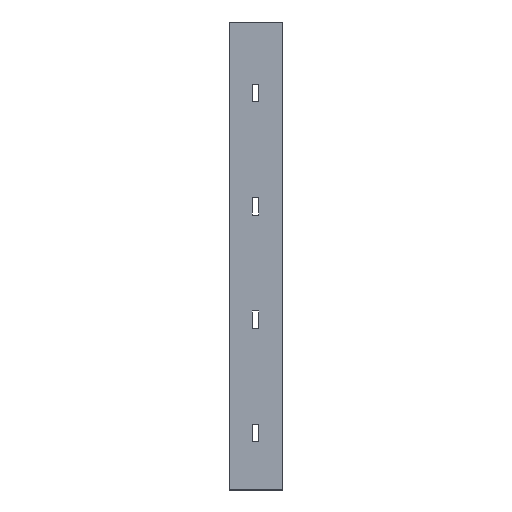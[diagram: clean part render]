
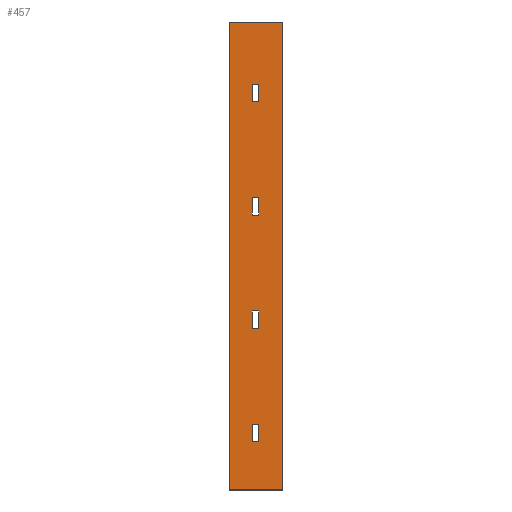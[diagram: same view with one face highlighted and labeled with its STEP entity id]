
A CAD part, top view. The second image highlights one B-rep face of the part: STEP entity #457.
In plain terms, the highlighted planar face has unit normal (0, 0, 1).
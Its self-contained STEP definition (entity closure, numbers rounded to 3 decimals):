
#15=FACE_BOUND('',#66,.T.);
#16=FACE_BOUND('',#67,.T.);
#17=FACE_BOUND('',#68,.T.);
#18=FACE_BOUND('',#69,.T.);
#43=FACE_OUTER_BOUND('',#65,.T.);
#65=EDGE_LOOP('',(#375,#376,#377,#378));
#66=EDGE_LOOP('',(#379,#380,#381,#382));
#67=EDGE_LOOP('',(#383,#384,#385,#386));
#68=EDGE_LOOP('',(#387,#388,#389,#390));
#69=EDGE_LOOP('',(#391,#392,#393,#394));
#77=LINE('',#615,#137);
#80=LINE('',#621,#140);
#83=LINE('',#627,#143);
#86=LINE('',#631,#146);
#89=LINE('',#639,#149);
#92=LINE('',#645,#152);
#95=LINE('',#651,#155);
#98=LINE('',#655,#158);
#101=LINE('',#663,#161);
#104=LINE('',#669,#164);
#107=LINE('',#675,#167);
#110=LINE('',#679,#170);
#113=LINE('',#687,#173);
#116=LINE('',#693,#176);
#119=LINE('',#699,#179);
#122=LINE('',#703,#182);
#125=LINE('',#711,#185);
#128=LINE('',#717,#188);
#131=LINE('',#723,#191);
#134=LINE('',#727,#194);
#137=VECTOR('',#507,10.);
#140=VECTOR('',#512,10.);
#143=VECTOR('',#517,10.);
#146=VECTOR('',#522,10.);
#149=VECTOR('',#527,10.);
#152=VECTOR('',#532,10.);
#155=VECTOR('',#537,10.);
#158=VECTOR('',#542,10.);
#161=VECTOR('',#547,10.);
#164=VECTOR('',#552,10.);
#167=VECTOR('',#557,10.);
#170=VECTOR('',#562,10.);
#173=VECTOR('',#567,10.);
#176=VECTOR('',#572,10.);
#179=VECTOR('',#577,10.);
#182=VECTOR('',#582,10.);
#185=VECTOR('',#587,10.);
#188=VECTOR('',#592,10.);
#191=VECTOR('',#597,10.);
#194=VECTOR('',#602,10.);
#197=VERTEX_POINT('',#612);
#198=VERTEX_POINT('',#614);
#200=VERTEX_POINT('',#620);
#202=VERTEX_POINT('',#626);
#205=VERTEX_POINT('',#636);
#206=VERTEX_POINT('',#638);
#208=VERTEX_POINT('',#644);
#210=VERTEX_POINT('',#650);
#213=VERTEX_POINT('',#660);
#214=VERTEX_POINT('',#662);
#216=VERTEX_POINT('',#668);
#218=VERTEX_POINT('',#674);
#221=VERTEX_POINT('',#684);
#222=VERTEX_POINT('',#686);
#224=VERTEX_POINT('',#692);
#226=VERTEX_POINT('',#698);
#229=VERTEX_POINT('',#708);
#230=VERTEX_POINT('',#710);
#232=VERTEX_POINT('',#716);
#234=VERTEX_POINT('',#722);
#237=EDGE_CURVE('',#198,#197,#77,.T.);
#240=EDGE_CURVE('',#200,#198,#80,.T.);
#243=EDGE_CURVE('',#202,#200,#83,.T.);
#246=EDGE_CURVE('',#197,#202,#86,.T.);
#249=EDGE_CURVE('',#206,#205,#89,.T.);
#252=EDGE_CURVE('',#208,#206,#92,.T.);
#255=EDGE_CURVE('',#210,#208,#95,.T.);
#258=EDGE_CURVE('',#205,#210,#98,.T.);
#261=EDGE_CURVE('',#214,#213,#101,.T.);
#264=EDGE_CURVE('',#216,#214,#104,.T.);
#267=EDGE_CURVE('',#218,#216,#107,.T.);
#270=EDGE_CURVE('',#213,#218,#110,.T.);
#273=EDGE_CURVE('',#222,#221,#113,.T.);
#276=EDGE_CURVE('',#224,#222,#116,.T.);
#279=EDGE_CURVE('',#226,#224,#119,.T.);
#282=EDGE_CURVE('',#221,#226,#122,.T.);
#285=EDGE_CURVE('',#230,#229,#125,.T.);
#288=EDGE_CURVE('',#232,#230,#128,.T.);
#291=EDGE_CURVE('',#234,#232,#131,.T.);
#294=EDGE_CURVE('',#229,#234,#134,.T.);
#375=ORIENTED_EDGE('',*,*,#294,.T.);
#376=ORIENTED_EDGE('',*,*,#291,.T.);
#377=ORIENTED_EDGE('',*,*,#288,.T.);
#378=ORIENTED_EDGE('',*,*,#285,.T.);
#379=ORIENTED_EDGE('',*,*,#282,.T.);
#380=ORIENTED_EDGE('',*,*,#279,.T.);
#381=ORIENTED_EDGE('',*,*,#276,.T.);
#382=ORIENTED_EDGE('',*,*,#273,.T.);
#383=ORIENTED_EDGE('',*,*,#270,.T.);
#384=ORIENTED_EDGE('',*,*,#267,.T.);
#385=ORIENTED_EDGE('',*,*,#264,.T.);
#386=ORIENTED_EDGE('',*,*,#261,.T.);
#387=ORIENTED_EDGE('',*,*,#258,.T.);
#388=ORIENTED_EDGE('',*,*,#255,.T.);
#389=ORIENTED_EDGE('',*,*,#252,.T.);
#390=ORIENTED_EDGE('',*,*,#249,.T.);
#391=ORIENTED_EDGE('',*,*,#246,.T.);
#392=ORIENTED_EDGE('',*,*,#243,.T.);
#393=ORIENTED_EDGE('',*,*,#240,.T.);
#394=ORIENTED_EDGE('',*,*,#237,.T.);
#435=PLANE('',#499);
#457=ADVANCED_FACE('',(#43,#15,#16,#17,#18),#435,.T.);
#499=AXIS2_PLACEMENT_3D('',#728,#603,#604);
#507=DIRECTION('',(1.,0.,0.));
#512=DIRECTION('',(0.,1.,0.));
#517=DIRECTION('',(-1.,0.,0.));
#522=DIRECTION('',(0.,-1.,0.));
#527=DIRECTION('',(0.,-1.,0.));
#532=DIRECTION('',(1.,0.,0.));
#537=DIRECTION('',(0.,1.,0.));
#542=DIRECTION('',(-1.,0.,0.));
#547=DIRECTION('',(-1.,0.,0.));
#552=DIRECTION('',(0.,-1.,0.));
#557=DIRECTION('',(1.,0.,0.));
#562=DIRECTION('',(0.,1.,0.));
#567=DIRECTION('',(0.,1.,0.));
#572=DIRECTION('',(-1.,0.,0.));
#577=DIRECTION('',(0.,-1.,0.));
#582=DIRECTION('',(1.,0.,0.));
#587=DIRECTION('',(-1.,0.,0.));
#592=DIRECTION('',(0.,1.,0.));
#597=DIRECTION('',(1.,0.,0.));
#602=DIRECTION('',(0.,-1.,0.));
#603=DIRECTION('center_axis',(0.,0.,1.));
#604=DIRECTION('ref_axis',(1.,0.,0.));
#612=CARTESIAN_POINT('',(-9.,-191.,5.));
#614=CARTESIAN_POINT('',(-15.,-191.,5.));
#615=CARTESIAN_POINT('',(-15.,-191.,5.));
#620=CARTESIAN_POINT('',(-15.,-207.,5.));
#621=CARTESIAN_POINT('',(-15.,-207.,5.));
#626=CARTESIAN_POINT('',(-9.,-207.,5.));
#627=CARTESIAN_POINT('',(-9.,-207.,5.));
#631=CARTESIAN_POINT('',(-9.,-191.,5.));
#636=CARTESIAN_POINT('',(-9.,-522.,5.));
#638=CARTESIAN_POINT('',(-9.,-506.,5.));
#639=CARTESIAN_POINT('',(-9.,-506.,5.));
#644=CARTESIAN_POINT('',(-15.,-506.,5.));
#645=CARTESIAN_POINT('',(-15.,-506.,5.));
#650=CARTESIAN_POINT('',(-15.,-522.,5.));
#651=CARTESIAN_POINT('',(-15.,-522.,5.));
#655=CARTESIAN_POINT('',(-9.,-522.,5.));
#660=CARTESIAN_POINT('',(-15.,-417.,5.));
#662=CARTESIAN_POINT('',(-9.,-417.,5.));
#663=CARTESIAN_POINT('',(-9.,-417.,5.));
#668=CARTESIAN_POINT('',(-9.,-401.,5.));
#669=CARTESIAN_POINT('',(-9.,-401.,5.));
#674=CARTESIAN_POINT('',(-15.,-401.,5.));
#675=CARTESIAN_POINT('',(-15.,-401.,5.));
#679=CARTESIAN_POINT('',(-15.,-417.,5.));
#684=CARTESIAN_POINT('',(-15.,-296.,5.));
#686=CARTESIAN_POINT('',(-15.,-312.,5.));
#687=CARTESIAN_POINT('',(-15.,-312.,5.));
#692=CARTESIAN_POINT('',(-9.,-312.,5.));
#693=CARTESIAN_POINT('',(-9.,-312.,5.));
#698=CARTESIAN_POINT('',(-9.,-296.,5.));
#699=CARTESIAN_POINT('',(-9.,-296.,5.));
#703=CARTESIAN_POINT('',(-15.,-296.,5.));
#708=CARTESIAN_POINT('',(-36.75,-133.,5.));
#710=CARTESIAN_POINT('',(13.25,-133.,5.));
#711=CARTESIAN_POINT('',(13.25,-133.,5.));
#716=CARTESIAN_POINT('',(13.25,-567.,5.));
#717=CARTESIAN_POINT('',(13.25,-567.,5.));
#722=CARTESIAN_POINT('',(-36.75,-567.,5.));
#723=CARTESIAN_POINT('',(-36.75,-567.,5.));
#727=CARTESIAN_POINT('',(-36.75,-133.,5.));
#728=CARTESIAN_POINT('Origin',(-11.75,-350.,5.));
